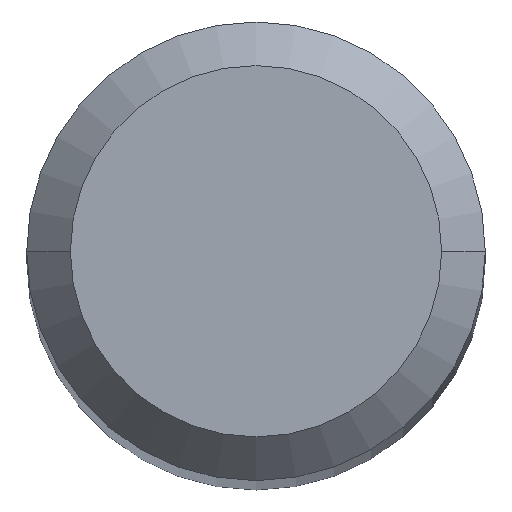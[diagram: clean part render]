
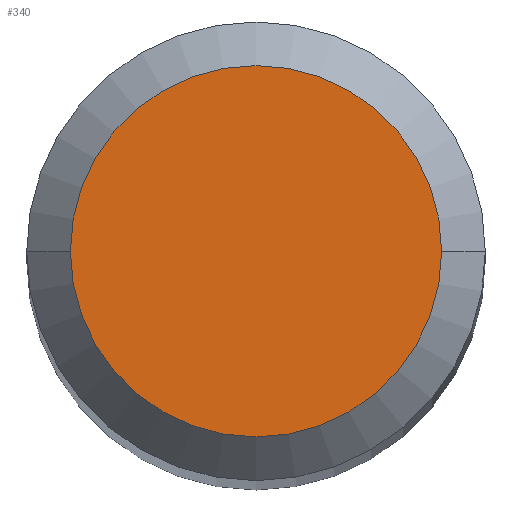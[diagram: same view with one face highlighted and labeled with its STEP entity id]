
A CAD part, top view. The second image highlights one B-rep face of the part: STEP entity #340.
In plain terms, the highlighted planar face has unit normal (0, 0, 1).
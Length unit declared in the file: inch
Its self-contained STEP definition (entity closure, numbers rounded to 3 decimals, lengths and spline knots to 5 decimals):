
#24 = DIRECTION ( 'NONE',  ( 1., 0., 0. ) ) ;
#66 = DIRECTION ( 'NONE',  ( 1., 0., 0. ) ) ;
#106 = AXIS2_PLACEMENT_3D ( 'NONE', #209, #146, #66 ) ;
#146 = DIRECTION ( 'NONE',  ( 0., 0., 1. ) ) ;
#154 = AXIS2_PLACEMENT_3D ( 'NONE', #193, #314, #277 ) ;
#156 = ORIENTED_EDGE ( 'NONE', *, *, #176, .T. ) ;
#164 = FACE_OUTER_BOUND ( 'NONE', #368, .T. ) ;
#176 = EDGE_CURVE ( 'NONE', #355, #281, #293, .T. ) ;
#193 = CARTESIAN_POINT ( 'NONE',  ( 0., 0., 1.9685 ) ) ;
#208 = AXIS2_PLACEMENT_3D ( 'NONE', #348, #286, #24 ) ;
#209 = CARTESIAN_POINT ( 'NONE',  ( 0., 0., 1.9685 ) ) ;
#219 = ORIENTED_EDGE ( 'NONE', *, *, #319, .T. ) ;
#224 = CIRCLE ( 'NONE', #106, 0.06374 ) ;
#233 = CARTESIAN_POINT ( 'NONE',  ( -0.06374, 0., 1.9685 ) ) ;
#277 = DIRECTION ( 'NONE',  ( 1., 0., 0. ) ) ;
#280 = CARTESIAN_POINT ( 'NONE',  ( 0.06374, 0., 1.9685 ) ) ;
#281 = VERTEX_POINT ( 'NONE', #233 ) ;
#286 = DIRECTION ( 'NONE',  ( 0., 0., 1. ) ) ;
#293 = CIRCLE ( 'NONE', #208, 0.06374 ) ;
#314 = DIRECTION ( 'NONE',  ( 0., 0., 1. ) ) ;
#319 = EDGE_CURVE ( 'NONE', #281, #355, #224, .T. ) ;
#338 = PLANE ( 'NONE',  #154 ) ;
#340 = ADVANCED_FACE ( 'NONE', ( #164 ), #338, .T. ) ;
#348 = CARTESIAN_POINT ( 'NONE',  ( 0., 0., 1.9685 ) ) ;
#355 = VERTEX_POINT ( 'NONE', #280 ) ;
#368 = EDGE_LOOP ( 'NONE', ( #219, #156 ) ) ;
